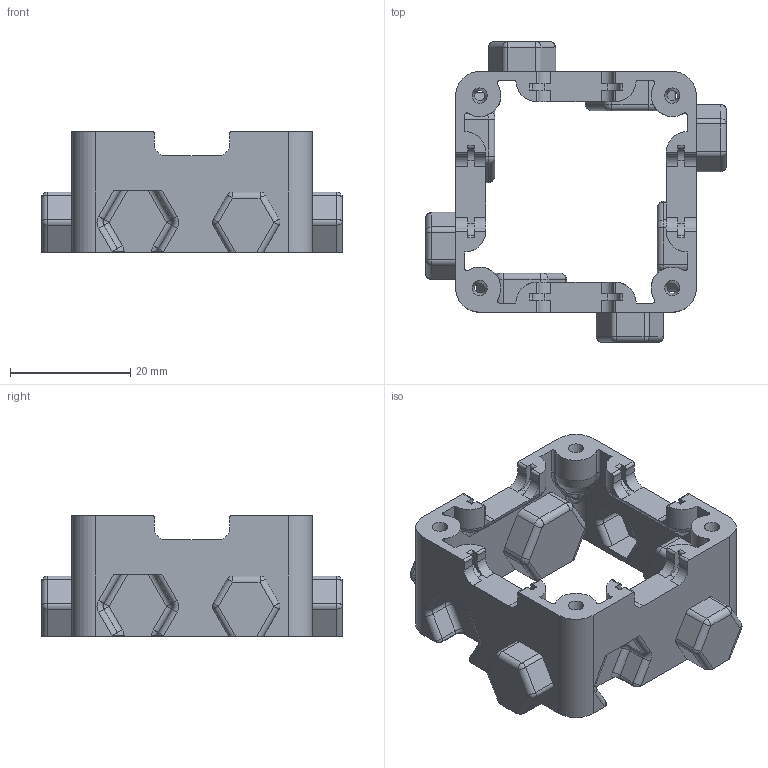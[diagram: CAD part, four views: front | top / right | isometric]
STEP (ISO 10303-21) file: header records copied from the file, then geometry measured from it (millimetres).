
FILE_DESCRIPTION(('FreeCAD Model'),'2;1');
FILE_NAME('Open CASCADE Shape Model','2025-03-24T18:45:11',(''),(''), 'Open CASCADE STEP processor 7.8','FreeCAD','Unknown');
FILE_SCHEMA(('AUTOMOTIVE_DESIGN { 1 0 10303 214 1 1 1 1 }'));
Length unit declared in the file: millimetre
Products named in the file (1): Circuit-Node-V1.1
Bounding box: 50 x 50 x 20 mm (x, y, z)
Volume: 7529 mm3; surface area: 9319.1 mm2
Topology: 1 solids, 1 shells, 549 faces, 1448 edges, 860 vertices
Faces by surface type: cylinder 268, plane 157, sphere 32, bspline 32, torus 32, revolution 16, cone 12
Full cylindrical faces by diameter (mm): 1.75 x4
Entity records: 26790 total; most frequent: CARTESIAN_POINT 13410, DIRECTION 2912, ORIENTED_EDGE 2808, EDGE_CURVE 1404, AXIS2_PLACEMENT_3D 1086, VERTEX_POINT 860, LINE 724, VECTOR 724
